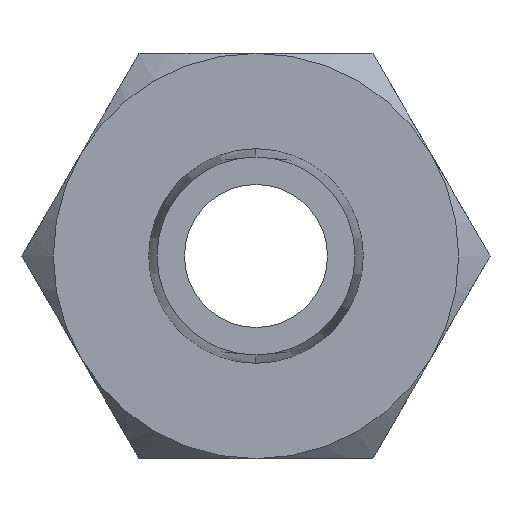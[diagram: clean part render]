
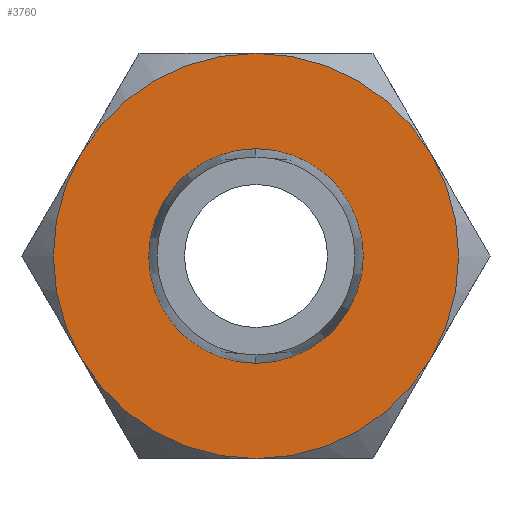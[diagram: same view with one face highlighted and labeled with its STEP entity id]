
A CAD part, left-side view. The second image highlights one B-rep face of the part: STEP entity #3760.
In plain terms, the highlighted planar face has unit normal (-1, 0, 0).
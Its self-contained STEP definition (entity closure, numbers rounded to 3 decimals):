
#21 = VERTEX_POINT ( 'NONE', #1266 ) ;
#141 = DIRECTION ( 'NONE',  ( -1., 0., 0. ) ) ;
#164 = DIRECTION ( 'NONE',  ( -1., 0., 0. ) ) ;
#188 = CARTESIAN_POINT ( 'NONE',  ( 15., 0., 0. ) ) ;
#208 = DIRECTION ( 'NONE',  ( 1., 0., 0. ) ) ;
#243 = AXIS2_PLACEMENT_3D ( 'NONE', #3035, #2258, #3441 ) ;
#291 = CARTESIAN_POINT ( 'NONE',  ( 15., 0., 8.5 ) ) ;
#364 = EDGE_LOOP ( 'NONE', ( #1669, #3858 ) ) ;
#389 = DIRECTION ( 'NONE',  ( 0., 0., -1. ) ) ;
#421 = CIRCLE ( 'NONE', #828, 8.5 ) ;
#590 = CARTESIAN_POINT ( 'NONE',  ( 15., 0., 0. ) ) ;
#712 = DIRECTION ( 'NONE',  ( 1., 0., 0. ) ) ;
#815 = DIRECTION ( 'NONE',  ( 0., 0., 1. ) ) ;
#824 = CIRCLE ( 'NONE', #3619, 8.5 ) ;
#828 = AXIS2_PLACEMENT_3D ( 'NONE', #2950, #2607, #1909 ) ;
#902 = DIRECTION ( 'NONE',  ( 0., 0., 1. ) ) ;
#943 = VERTEX_POINT ( 'NONE', #1535 ) ;
#1016 = EDGE_CURVE ( 'NONE', #1948, #1703, #4817, .T. ) ;
#1066 = CARTESIAN_POINT ( 'NONE',  ( 15., 7.361, 4.25 ) ) ;
#1079 = EDGE_CURVE ( 'NONE', #3769, #4777, #4659, .T. ) ;
#1147 = CARTESIAN_POINT ( 'NONE',  ( 15., 0., 0. ) ) ;
#1153 = EDGE_CURVE ( 'NONE', #1948, #1862, #4269, .T. ) ;
#1204 = AXIS2_PLACEMENT_3D ( 'NONE', #188, #141, #1724 ) ;
#1266 = CARTESIAN_POINT ( 'NONE',  ( 15., 7.361, -4.25 ) ) ;
#1535 = CARTESIAN_POINT ( 'NONE',  ( 15., -7.361, -4.25 ) ) ;
#1669 = ORIENTED_EDGE ( 'NONE', *, *, #3025, .F. ) ;
#1703 = VERTEX_POINT ( 'NONE', #1066 ) ;
#1724 = DIRECTION ( 'NONE',  ( 0., 0., 1. ) ) ;
#1771 = AXIS2_PLACEMENT_3D ( 'NONE', #2638, #3121, #815 ) ;
#1795 = CARTESIAN_POINT ( 'NONE',  ( 15., 0., 0. ) ) ;
#1862 = VERTEX_POINT ( 'NONE', #4638 ) ;
#1905 = ORIENTED_EDGE ( 'NONE', *, *, #3731, .F. ) ;
#1909 = DIRECTION ( 'NONE',  ( 0., 0., -1. ) ) ;
#1948 = VERTEX_POINT ( 'NONE', #291 ) ;
#2206 = CARTESIAN_POINT ( 'NONE',  ( 15., 0., -8.5 ) ) ;
#2254 = AXIS2_PLACEMENT_3D ( 'NONE', #1147, #712, #389 ) ;
#2258 = DIRECTION ( 'NONE',  ( 1., 0., 0. ) ) ;
#2313 = ORIENTED_EDGE ( 'NONE', *, *, #4854, .F. ) ;
#2407 = CARTESIAN_POINT ( 'NONE',  ( 15., 0., 0. ) ) ;
#2521 = ORIENTED_EDGE ( 'NONE', *, *, #1153, .F. ) ;
#2607 = DIRECTION ( 'NONE',  ( 1., 0., 0. ) ) ;
#2638 = CARTESIAN_POINT ( 'NONE',  ( 15., 0., 0. ) ) ;
#2890 = CIRCLE ( 'NONE', #1771, 4.5 ) ;
#2923 = DIRECTION ( 'NONE',  ( 1., 0., 0. ) ) ;
#2950 = CARTESIAN_POINT ( 'NONE',  ( 15., 0., 0. ) ) ;
#2968 = PLANE ( 'NONE',  #2254 ) ;
#2982 = VERTEX_POINT ( 'NONE', #2206 ) ;
#3025 = EDGE_CURVE ( 'NONE', #4777, #3769, #2890, .T. ) ;
#3035 = CARTESIAN_POINT ( 'NONE',  ( 15., 0., 0. ) ) ;
#3121 = DIRECTION ( 'NONE',  ( -1., 0., 0. ) ) ;
#3142 = AXIS2_PLACEMENT_3D ( 'NONE', #1795, #2923, #4483 ) ;
#3374 = ORIENTED_EDGE ( 'NONE', *, *, #4492, .F. ) ;
#3376 = FACE_OUTER_BOUND ( 'NONE', #3845, .T. ) ;
#3441 = DIRECTION ( 'NONE',  ( 0., 0., -1. ) ) ;
#3567 = CARTESIAN_POINT ( 'NONE',  ( 15., 0., 0. ) ) ;
#3584 = ORIENTED_EDGE ( 'NONE', *, *, #1016, .T. ) ;
#3613 = DIRECTION ( 'NONE',  ( 1., 0., 0. ) ) ;
#3617 = AXIS2_PLACEMENT_3D ( 'NONE', #2407, #164, #902 ) ;
#3619 = AXIS2_PLACEMENT_3D ( 'NONE', #3567, #3613, #3967 ) ;
#3624 = CIRCLE ( 'NONE', #243, 8.5 ) ;
#3722 = CARTESIAN_POINT ( 'NONE',  ( 15., 0., -4.5 ) ) ;
#3731 = EDGE_CURVE ( 'NONE', #943, #2982, #4752, .T. ) ;
#3760 = ADVANCED_FACE ( 'NONE', ( #4891, #3376 ), #2968, .F. ) ;
#3769 = VERTEX_POINT ( 'NONE', #3722 ) ;
#3791 = CARTESIAN_POINT ( 'NONE',  ( 15., 0., 4.5 ) ) ;
#3845 = EDGE_LOOP ( 'NONE', ( #4627, #1905, #3374, #2521, #3584, #2313 ) ) ;
#3858 = ORIENTED_EDGE ( 'NONE', *, *, #1079, .F. ) ;
#3967 = DIRECTION ( 'NONE',  ( 0., 0., -1. ) ) ;
#4269 = CIRCLE ( 'NONE', #3142, 8.5 ) ;
#4483 = DIRECTION ( 'NONE',  ( 0., 0., -1. ) ) ;
#4492 = EDGE_CURVE ( 'NONE', #1862, #943, #824, .T. ) ;
#4500 = AXIS2_PLACEMENT_3D ( 'NONE', #590, #208, #4819 ) ;
#4627 = ORIENTED_EDGE ( 'NONE', *, *, #4807, .F. ) ;
#4638 = CARTESIAN_POINT ( 'NONE',  ( 15., -7.361, 4.25 ) ) ;
#4659 = CIRCLE ( 'NONE', #1204, 4.5 ) ;
#4752 = CIRCLE ( 'NONE', #4500, 8.5 ) ;
#4777 = VERTEX_POINT ( 'NONE', #3791 ) ;
#4807 = EDGE_CURVE ( 'NONE', #2982, #21, #421, .T. ) ;
#4817 = CIRCLE ( 'NONE', #3617, 8.5 ) ;
#4819 = DIRECTION ( 'NONE',  ( 0., 0., -1. ) ) ;
#4854 = EDGE_CURVE ( 'NONE', #21, #1703, #3624, .T. ) ;
#4891 = FACE_BOUND ( 'NONE', #364, .T. ) ;
